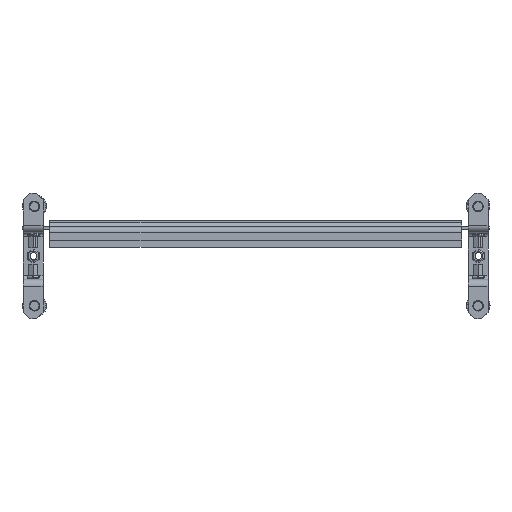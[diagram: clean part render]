
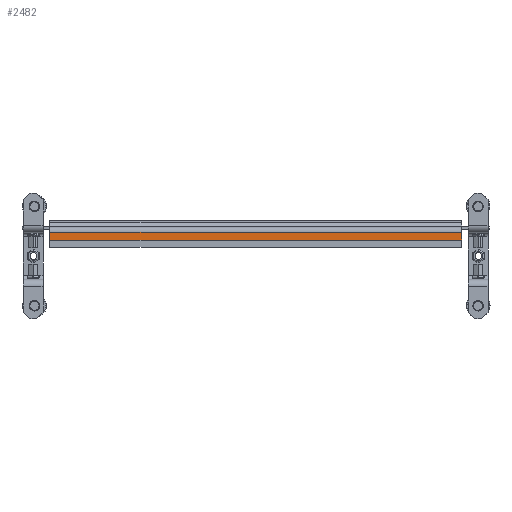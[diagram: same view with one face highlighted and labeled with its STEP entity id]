
A CAD part, front view. The second image highlights one B-rep face of the part: STEP entity #2482.
In plain terms, the highlighted planar face has unit normal (0, -1, 0).
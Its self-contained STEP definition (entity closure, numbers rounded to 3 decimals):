
#328 = VECTOR ( 'NONE', #4165, 1000. ) ;
#447 = CARTESIAN_POINT ( 'NONE',  ( 0., -68.574, 155.5 ) ) ;
#601 = DIRECTION ( 'NONE',  ( 0., 0., 1. ) ) ;
#1073 = PLANE ( 'NONE',  #13503 ) ;
#1933 = LINE ( 'NONE', #11582, #4072 ) ;
#2482 = ADVANCED_FACE ( 'NONE', ( #4279 ), #1073, .F. ) ;
#2975 = CARTESIAN_POINT ( 'NONE',  ( 6.424, -68.574, 155.5 ) ) ;
#3754 = EDGE_LOOP ( 'NONE', ( #4140, #11750, #11536, #10228 ) ) ;
#3809 = EDGE_CURVE ( 'NONE', #16082, #11124, #7515, .T. ) ;
#4072 = VECTOR ( 'NONE', #10455, 1000. ) ;
#4140 = ORIENTED_EDGE ( 'NONE', *, *, #14253, .F. ) ;
#4165 = DIRECTION ( 'NONE',  ( -1., 0., 0. ) ) ;
#4279 = FACE_OUTER_BOUND ( 'NONE', #3754, .T. ) ;
#4551 = EDGE_CURVE ( 'NONE', #5693, #7872, #14885, .T. ) ;
#5606 = DIRECTION ( 'NONE',  ( 1., 0., 0. ) ) ;
#5693 = VERTEX_POINT ( 'NONE', #15242 ) ;
#5806 = CARTESIAN_POINT ( 'NONE',  ( 6.424, -68.574, -155.5 ) ) ;
#6745 = CARTESIAN_POINT ( 'NONE',  ( 0., -68.574, -155.5 ) ) ;
#7189 = DIRECTION ( 'NONE',  ( -1., 0., 0. ) ) ;
#7515 = LINE ( 'NONE', #6745, #14324 ) ;
#7872 = VERTEX_POINT ( 'NONE', #2975 ) ;
#8006 = CARTESIAN_POINT ( 'NONE',  ( 12.424, -68.574, 0. ) ) ;
#10228 = ORIENTED_EDGE ( 'NONE', *, *, #4551, .T. ) ;
#10455 = DIRECTION ( 'NONE',  ( 0., 0., 1. ) ) ;
#11124 = VERTEX_POINT ( 'NONE', #14626 ) ;
#11536 = ORIENTED_EDGE ( 'NONE', *, *, #12351, .T. ) ;
#11582 = CARTESIAN_POINT ( 'NONE',  ( 6.424, -68.574, 155.5 ) ) ;
#11750 = ORIENTED_EDGE ( 'NONE', *, *, #3809, .T. ) ;
#11960 = CARTESIAN_POINT ( 'NONE',  ( 0., -68.574, 0. ) ) ;
#12351 = EDGE_CURVE ( 'NONE', #11124, #5693, #15390, .T. ) ;
#13260 = VECTOR ( 'NONE', #601, 1000. ) ;
#13384 = DIRECTION ( 'NONE',  ( 0., 1., 0. ) ) ;
#13503 = AXIS2_PLACEMENT_3D ( 'NONE', #11960, #13384, #7189 ) ;
#14253 = EDGE_CURVE ( 'NONE', #16082, #7872, #1933, .T. ) ;
#14324 = VECTOR ( 'NONE', #5606, 1000. ) ;
#14626 = CARTESIAN_POINT ( 'NONE',  ( 12.424, -68.574, -155.5 ) ) ;
#14885 = LINE ( 'NONE', #447, #328 ) ;
#15242 = CARTESIAN_POINT ( 'NONE',  ( 12.424, -68.574, 155.5 ) ) ;
#15390 = LINE ( 'NONE', #8006, #13260 ) ;
#16082 = VERTEX_POINT ( 'NONE', #5806 ) ;
